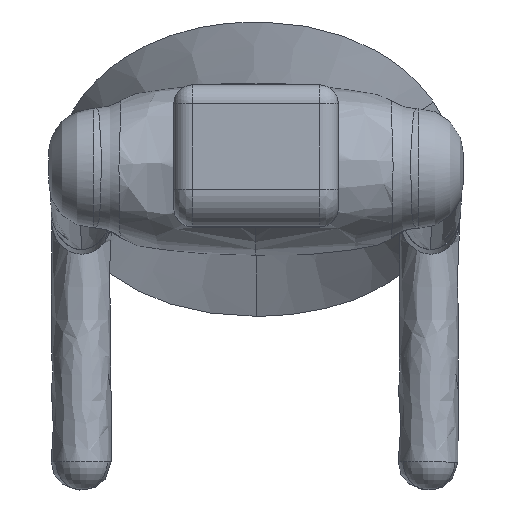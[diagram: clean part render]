
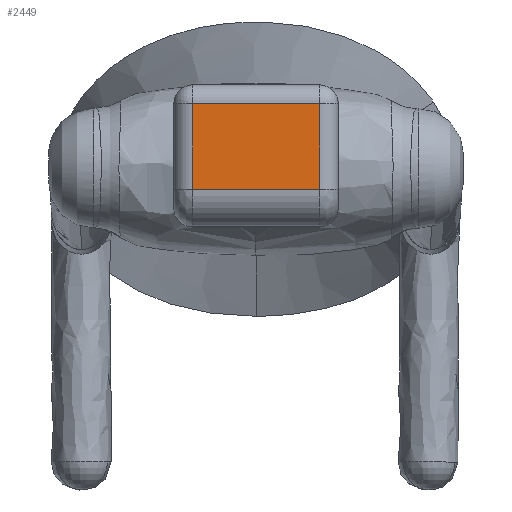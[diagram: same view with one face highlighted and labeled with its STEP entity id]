
A CAD part, top view. The second image highlights one B-rep face of the part: STEP entity #2449.
In plain terms, the highlighted planar face has unit normal (0, 0, 1).
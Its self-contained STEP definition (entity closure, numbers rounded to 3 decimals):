
#247=LINE('',#29531,#340);
#260=LINE('',#29622,#353);
#262=LINE('',#29640,#355);
#263=LINE('',#29642,#356);
#340=VECTOR('',#2992,10.);
#353=VECTOR('',#3071,10.);
#355=VECTOR('',#3085,10.);
#356=VECTOR('',#3088,10.);
#395=PLANE('',#2647);
#559=FACE_OUTER_BOUND('',#712,.T.);
#712=EDGE_LOOP('',(#2181,#2182,#2183,#2184));
#1097=VERTEX_POINT('',#29528);
#1098=VERTEX_POINT('',#29530);
#1115=VERTEX_POINT('',#29619);
#1116=VERTEX_POINT('',#29621);
#1441=EDGE_CURVE('',#1097,#1098,#247,.T.);
#1475=EDGE_CURVE('',#1115,#1116,#260,.T.);
#1481=EDGE_CURVE('',#1116,#1097,#262,.T.);
#1482=EDGE_CURVE('',#1098,#1115,#263,.T.);
#2181=ORIENTED_EDGE('',*,*,#1441,.F.);
#2182=ORIENTED_EDGE('',*,*,#1481,.F.);
#2183=ORIENTED_EDGE('',*,*,#1475,.F.);
#2184=ORIENTED_EDGE('',*,*,#1482,.F.);
#2449=ADVANCED_FACE('',(#559),#395,.T.);
#2647=AXIS2_PLACEMENT_3D('',#29641,#3086,#3087);
#2992=DIRECTION('',(0.,1.,0.));
#3071=DIRECTION('',(0.,-1.,0.));
#3085=DIRECTION('',(-1.,0.,0.));
#3086=DIRECTION('center_axis',(0.,0.,1.));
#3087=DIRECTION('ref_axis',(-1.,0.,0.));
#3088=DIRECTION('',(1.,0.,0.));
#29528=CARTESIAN_POINT('',(-85.013,-129.201,775.));
#29530=CARTESIAN_POINT('',(-85.013,-14.201,775.));
#29531=CARTESIAN_POINT('',(-85.013,-49.201,775.));
#29619=CARTESIAN_POINT('',(84.987,-14.201,775.));
#29621=CARTESIAN_POINT('',(84.987,-129.201,775.));
#29622=CARTESIAN_POINT('',(84.987,-119.201,775.));
#29640=CARTESIAN_POINT('',(-55.013,-129.201,775.));
#29641=CARTESIAN_POINT('Origin',(-0.013,-84.201,
775.));
#29642=CARTESIAN_POINT('',(54.987,-14.201,775.));
